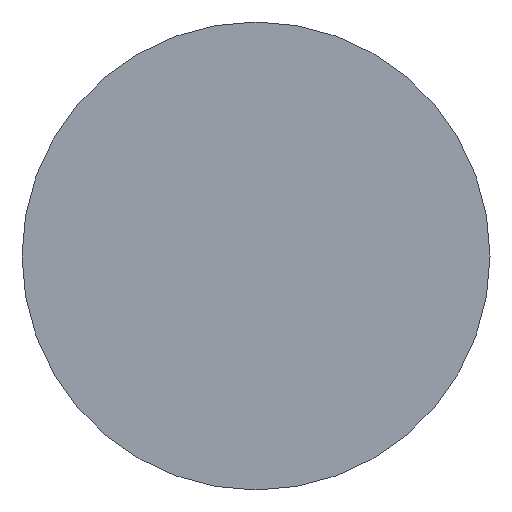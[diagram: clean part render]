
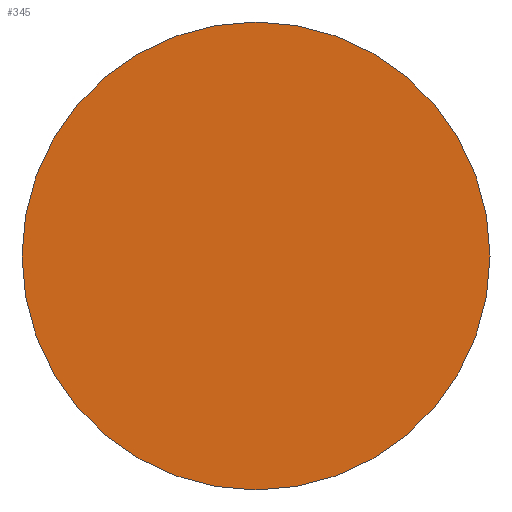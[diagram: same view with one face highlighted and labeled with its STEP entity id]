
A CAD part, front view. The second image highlights one B-rep face of the part: STEP entity #345.
In plain terms, the highlighted planar face has unit normal (0, -1, 0).
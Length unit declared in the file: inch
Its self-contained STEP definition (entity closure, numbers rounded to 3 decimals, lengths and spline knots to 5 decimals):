
#31 = AXIS2_PLACEMENT_3D ( 'NONE', #53, #449, #233 ) ;
#41 = DIRECTION ( 'NONE',  ( 0., 0., -1. ) ) ;
#53 = CARTESIAN_POINT ( 'NONE',  ( 0., 0., 0. ) ) ;
#78 = DIRECTION ( 'NONE',  ( 0., -1., 0. ) ) ;
#124 = CARTESIAN_POINT ( 'NONE',  ( 0., 0., 0.1875 ) ) ;
#132 = EDGE_CURVE ( 'NONE', #245, #149, #397, .T. ) ;
#149 = VERTEX_POINT ( 'NONE', #124 ) ;
#205 = AXIS2_PLACEMENT_3D ( 'NONE', #381, #229, #270 ) ;
#213 = PLANE ( 'NONE',  #261 ) ;
#223 = ORIENTED_EDGE ( 'NONE', *, *, #385, .T. ) ;
#229 = DIRECTION ( 'NONE',  ( 0., -1., 0. ) ) ;
#233 = DIRECTION ( 'NONE',  ( 0., 0., -1. ) ) ;
#241 = CIRCLE ( 'NONE', #31, 0.1875 ) ;
#245 = VERTEX_POINT ( 'NONE', #354 ) ;
#252 = EDGE_LOOP ( 'NONE', ( #430, #223 ) ) ;
#261 = AXIS2_PLACEMENT_3D ( 'NONE', #282, #78, #41 ) ;
#270 = DIRECTION ( 'NONE',  ( 0., 0., -1. ) ) ;
#282 = CARTESIAN_POINT ( 'NONE',  ( 0., 0., 0. ) ) ;
#345 = ADVANCED_FACE ( 'NONE', ( #424 ), #213, .T. ) ;
#354 = CARTESIAN_POINT ( 'NONE',  ( 0., 0., -0.1875 ) ) ;
#381 = CARTESIAN_POINT ( 'NONE',  ( 0., 0., 0. ) ) ;
#385 = EDGE_CURVE ( 'NONE', #149, #245, #241, .T. ) ;
#397 = CIRCLE ( 'NONE', #205, 0.1875 ) ;
#424 = FACE_OUTER_BOUND ( 'NONE', #252, .T. ) ;
#430 = ORIENTED_EDGE ( 'NONE', *, *, #132, .T. ) ;
#449 = DIRECTION ( 'NONE',  ( 0., -1., 0. ) ) ;
